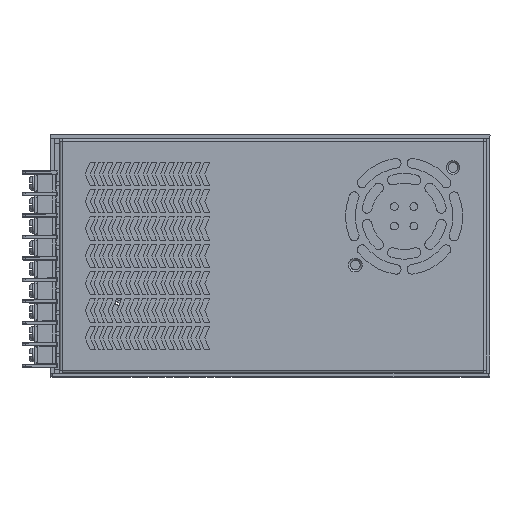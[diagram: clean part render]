
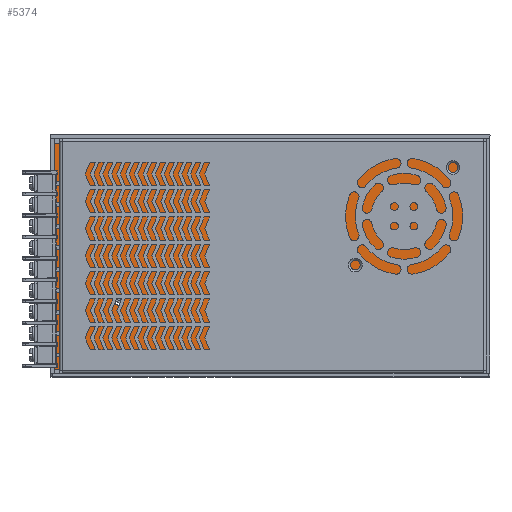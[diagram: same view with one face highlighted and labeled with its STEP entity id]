
A CAD part, top view. The second image highlights one B-rep face of the part: STEP entity #5374.
In plain terms, the highlighted planar face has unit normal (0, 0, 1).
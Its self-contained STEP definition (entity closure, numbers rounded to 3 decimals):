
#1501=FACE_BOUND('',#10838,.T.);
#1502=FACE_BOUND('',#10839,.T.);
#1503=FACE_BOUND('',#10840,.T.);
#1504=FACE_BOUND('',#10841,.T.);
#1505=FACE_BOUND('',#10842,.T.);
#1506=FACE_BOUND('',#10843,.T.);
#3811=CIRCLE('',#39678,1.8);
#3812=CIRCLE('',#39679,1.85);
#3813=CIRCLE('',#39680,1.7);
#3814=CIRCLE('',#39681,1.8);
#3815=CIRCLE('',#39682,1.85);
#5374=ADVANCED_FACE('',(#1501,#1502,#1503,#1504,#1505,#1506),#6973,.T.);
#6973=PLANE('',#39683);
#10838=EDGE_LOOP('',(#18710));
#10839=EDGE_LOOP('',(#18711));
#10840=EDGE_LOOP('',(#18712));
#10841=EDGE_LOOP('',(#18713));
#10842=EDGE_LOOP('',(#18714));
#10843=EDGE_LOOP('',(#18715,#18716,#18717,#18718));
#18710=ORIENTED_EDGE('',*,*,#29417,.F.);
#18711=ORIENTED_EDGE('',*,*,#29418,.F.);
#18712=ORIENTED_EDGE('',*,*,#29419,.T.);
#18713=ORIENTED_EDGE('',*,*,#29420,.T.);
#18714=ORIENTED_EDGE('',*,*,#29421,.F.);
#18715=ORIENTED_EDGE('',*,*,#29407,.T.);
#18716=ORIENTED_EDGE('',*,*,#29411,.T.);
#18717=ORIENTED_EDGE('',*,*,#29414,.T.);
#18718=ORIENTED_EDGE('',*,*,#29416,.T.);
#24678=VERTEX_POINT('',#58219);
#24679=VERTEX_POINT('',#58221);
#24681=VERTEX_POINT('',#58227);
#24683=VERTEX_POINT('',#58233);
#24684=VERTEX_POINT('',#58240);
#24685=VERTEX_POINT('',#58242);
#24686=VERTEX_POINT('',#58244);
#24687=VERTEX_POINT('',#58246);
#24688=VERTEX_POINT('',#58248);
#29407=EDGE_CURVE('',#24679,#24678,#33914,.T.);
#29411=EDGE_CURVE('',#24678,#24681,#33918,.T.);
#29414=EDGE_CURVE('',#24681,#24683,#33921,.T.);
#29416=EDGE_CURVE('',#24683,#24679,#33923,.T.);
#29417=EDGE_CURVE('',#24684,#24684,#3811,.T.);
#29418=EDGE_CURVE('',#24685,#24685,#3812,.T.);
#29419=EDGE_CURVE('',#24686,#24686,#3813,.T.);
#29420=EDGE_CURVE('',#24687,#24687,#3814,.T.);
#29421=EDGE_CURVE('',#24688,#24688,#3815,.T.);
#33914=LINE('',#58220,#37299);
#33918=LINE('',#58228,#37303);
#33921=LINE('',#58234,#37306);
#33923=LINE('',#58237,#37308);
#37299=VECTOR('',#47012,1.);
#37303=VECTOR('',#47018,1.);
#37306=VECTOR('',#47023,1.);
#37308=VECTOR('',#47027,1.);
#39678=AXIS2_PLACEMENT_3D('',#58239,#47030,#47031);
#39679=AXIS2_PLACEMENT_3D('',#58241,#47032,#47033);
#39680=AXIS2_PLACEMENT_3D('',#58243,#47034,#47035);
#39681=AXIS2_PLACEMENT_3D('',#58245,#47036,#47037);
#39682=AXIS2_PLACEMENT_3D('',#58247,#47038,#47039);
#39683=AXIS2_PLACEMENT_3D('',#58249,#47040,#47041);
#47012=DIRECTION('',(0.,-1.,0.));
#47018=DIRECTION('',(1.,0.,0.));
#47023=DIRECTION('',(0.,1.,0.));
#47027=DIRECTION('',(-1.,0.,0.));
#47030=DIRECTION('',(0.,0.,1.));
#47031=DIRECTION('',(1.,0.,0.));
#47032=DIRECTION('',(0.,0.,1.));
#47033=DIRECTION('',(1.,0.,0.));
#47034=DIRECTION('',(0.,0.,-1.));
#47035=DIRECTION('',(1.,0.,0.));
#47036=DIRECTION('',(0.,0.,-1.));
#47037=DIRECTION('',(1.,0.,0.));
#47038=DIRECTION('',(0.,0.,1.));
#47039=DIRECTION('',(1.,0.,0.));
#47040=DIRECTION('',(0.,0.,1.));
#47041=DIRECTION('',(1.,0.,0.));
#58219=CARTESIAN_POINT('',(-57.875,-108.875,1.6));
#58220=CARTESIAN_POINT('',(-57.875,108.875,1.6));
#58221=CARTESIAN_POINT('',(-57.875,108.875,1.6));
#58227=CARTESIAN_POINT('',(57.875,-108.875,1.6));
#58228=CARTESIAN_POINT('',(-57.875,-108.875,1.6));
#58233=CARTESIAN_POINT('',(57.875,108.875,1.6));
#58234=CARTESIAN_POINT('',(57.875,-108.875,1.6));
#58237=CARTESIAN_POINT('',(57.875,108.875,1.6));
#58239=CARTESIAN_POINT('',(-23.375,76.375,1.6));
#58240=CARTESIAN_POINT('',(-21.575,76.375,1.6));
#58241=CARTESIAN_POINT('',(-51.375,-90.625,1.6));
#58242=CARTESIAN_POINT('',(-49.525,-90.625,1.6));
#58243=CARTESIAN_POINT('',(-20.375,-14.625,1.6));
#58244=CARTESIAN_POINT('',(-18.675,-14.625,1.6));
#58245=CARTESIAN_POINT('',(49.375,101.875,1.6));
#58246=CARTESIAN_POINT('',(51.175,101.875,1.6));
#58247=CARTESIAN_POINT('',(46.625,-90.625,1.6));
#58248=CARTESIAN_POINT('',(48.475,-90.625,1.6));
#58249=CARTESIAN_POINT('',(0.,0.,1.6));
